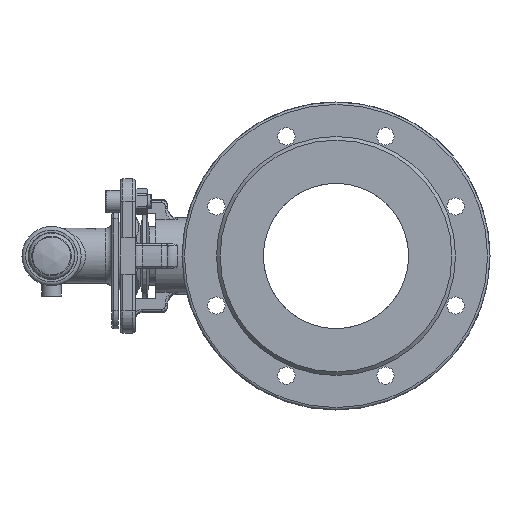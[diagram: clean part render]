
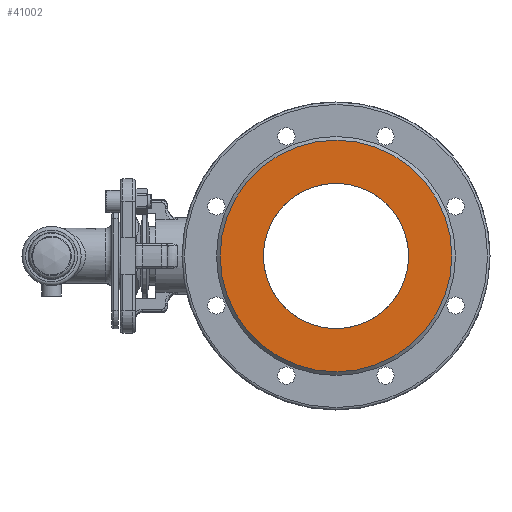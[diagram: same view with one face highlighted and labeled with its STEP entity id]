
A CAD part, left-side view. The second image highlights one B-rep face of the part: STEP entity #41002.
In plain terms, the highlighted planar face has unit normal (-1, 0, 0).
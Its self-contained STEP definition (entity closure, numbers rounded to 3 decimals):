
#3558 = CIRCLE ( 'NONE', #24661, 94. ) ;
#3932 = CIRCLE ( 'NONE', #8179, 59. ) ;
#5601 = CARTESIAN_POINT ( 'NONE',  ( -90., 0., 94. ) ) ;
#8179 = AXIS2_PLACEMENT_3D ( 'NONE', #18692, #26600, #23178 ) ;
#8952 = EDGE_CURVE ( 'NONE', #18949, #18949, #3932, .T. ) ;
#14103 = DIRECTION ( 'NONE',  ( -1., 0., 0. ) ) ;
#14949 = CARTESIAN_POINT ( 'NONE',  ( -90., 94., 0. ) ) ;
#16760 = EDGE_CURVE ( 'NONE', #45808, #45808, #3558, .T. ) ;
#18692 = CARTESIAN_POINT ( 'NONE',  ( -90., 0., 0. ) ) ;
#18949 = VERTEX_POINT ( 'NONE', #26343 ) ;
#23178 = DIRECTION ( 'NONE',  ( 0., 0., 1. ) ) ;
#24661 = AXIS2_PLACEMENT_3D ( 'NONE', #25996, #14103, #38941 ) ;
#25996 = CARTESIAN_POINT ( 'NONE',  ( -90., 0., 0. ) ) ;
#26313 = FACE_OUTER_BOUND ( 'NONE', #48409, .T. ) ;
#26343 = CARTESIAN_POINT ( 'NONE',  ( -90., 0., 59. ) ) ;
#26570 = DIRECTION ( 'NONE',  ( 0., 0., -1. ) ) ;
#26600 = DIRECTION ( 'NONE',  ( -1., 0., 0. ) ) ;
#30295 = FACE_BOUND ( 'NONE', #30584, .T. ) ;
#30584 = EDGE_LOOP ( 'NONE', ( #40723 ) ) ;
#32201 = ORIENTED_EDGE ( 'NONE', *, *, #16760, .T. ) ;
#37766 = AXIS2_PLACEMENT_3D ( 'NONE', #14949, #51428, #26570 ) ;
#38941 = DIRECTION ( 'NONE',  ( 0., 0., 1. ) ) ;
#40723 = ORIENTED_EDGE ( 'NONE', *, *, #8952, .F. ) ;
#41002 = ADVANCED_FACE ( 'NONE', ( #30295, #26313 ), #50639, .F. ) ;
#45808 = VERTEX_POINT ( 'NONE', #5601 ) ;
#48409 = EDGE_LOOP ( 'NONE', ( #32201 ) ) ;
#50639 = PLANE ( 'NONE',  #37766 ) ;
#51428 = DIRECTION ( 'NONE',  ( 1., 0., 0. ) ) ;
